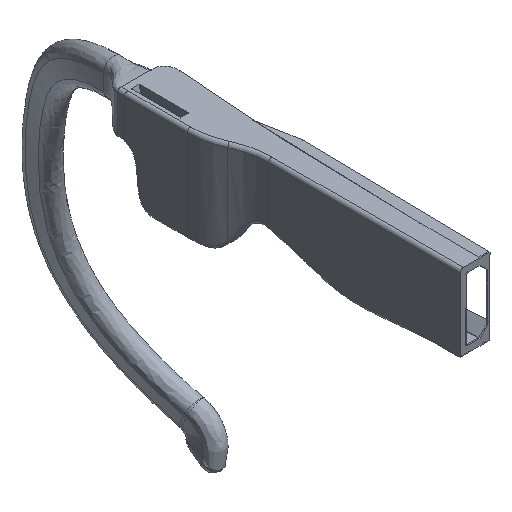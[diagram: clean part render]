
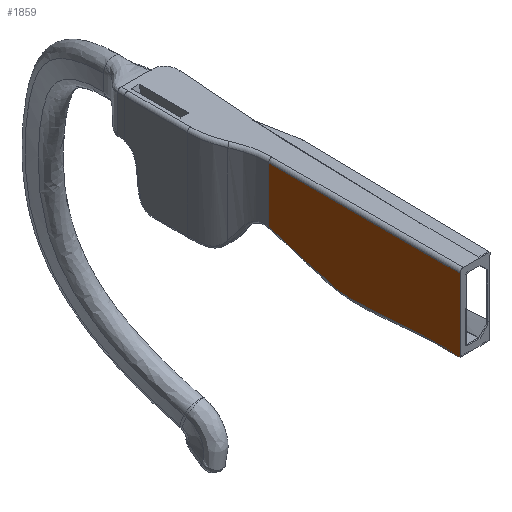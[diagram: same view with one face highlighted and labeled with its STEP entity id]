
A CAD part, isometric view. The second image highlights one B-rep face of the part: STEP entity #1859.
In plain terms, the highlighted planar face has unit normal (-1, 0, 0).
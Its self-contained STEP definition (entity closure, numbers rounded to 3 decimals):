
#34=PLANE('',#1985);
#164=FACE_OUTER_BOUND('',#285,.T.);
#285=EDGE_LOOP('',(#1419,#1420,#1421,#1422,#1423,#1424));
#423=LINE('',#10213,#486);
#424=LINE('',#10216,#487);
#425=LINE('',#10235,#488);
#426=LINE('',#10236,#489);
#486=VECTOR('',#2100,10.);
#487=VECTOR('',#2103,10.);
#488=VECTOR('',#2104,10.);
#489=VECTOR('',#2105,10.);
#629=B_SPLINE_CURVE_WITH_KNOTS('',3,(#10218,#10219,#10220,#10221),
 .UNSPECIFIED.,.F.,.F.,(4,4),(-0.011,0.),.UNSPECIFIED.);
#630=B_SPLINE_CURVE_WITH_KNOTS('',3,(#10223,#10224,#10225,#10226,#10227,
#10228,#10229,#10230,#10231,#10232,#10233),.UNSPECIFIED.,.F.,.F.,(4,2,2,
1,2,4),(0.654,1.203,1.776,2.063,
2.447,2.866),.UNSPECIFIED.);
#838=VERTEX_POINT('',#10207);
#839=VERTEX_POINT('',#10211);
#840=VERTEX_POINT('',#10215);
#841=VERTEX_POINT('',#10217);
#842=VERTEX_POINT('',#10222);
#843=VERTEX_POINT('',#10234);
#1052=EDGE_CURVE('',#838,#839,#423,.T.);
#1053=EDGE_CURVE('',#840,#838,#424,.T.);
#1054=EDGE_CURVE('',#841,#840,#629,.T.);
#1055=EDGE_CURVE('',#842,#841,#630,.T.);
#1056=EDGE_CURVE('',#842,#843,#425,.T.);
#1057=EDGE_CURVE('',#839,#843,#426,.T.);
#1419=ORIENTED_EDGE('',*,*,#1052,.F.);
#1420=ORIENTED_EDGE('',*,*,#1053,.F.);
#1421=ORIENTED_EDGE('',*,*,#1054,.F.);
#1422=ORIENTED_EDGE('',*,*,#1055,.F.);
#1423=ORIENTED_EDGE('',*,*,#1056,.T.);
#1424=ORIENTED_EDGE('',*,*,#1057,.F.);
#1859=ADVANCED_FACE('',(#164),#34,.F.);
#1985=AXIS2_PLACEMENT_3D('',#10214,#2101,#2102);
#2100=DIRECTION('',(0.,-1.,0.));
#2101=DIRECTION('center_axis',(1.,0.,0.));
#2102=DIRECTION('ref_axis',(0.,1.,0.));
#2103=DIRECTION('',(0.,0.,1.));
#2104=DIRECTION('',(0.,-1.,0.));
#2105=DIRECTION('',(0.,0.,-1.));
#10207=CARTESIAN_POINT('',(-1.,64.55,0.8));
#10211=CARTESIAN_POINT('',(-1.,35.8,0.8));
#10213=CARTESIAN_POINT('',(-1.,53.75,0.8));
#10214=CARTESIAN_POINT('Origin',(-1.,71.5,-14.322));
#10215=CARTESIAN_POINT('',(-1.,64.55,-7.538));
#10216=CARTESIAN_POINT('',(-1.,64.55,1.3));
#10217=CARTESIAN_POINT('',(-1.,64.444,-7.566));
#10218=CARTESIAN_POINT('Ctrl Pts',(-1.,64.444,-7.566));
#10219=CARTESIAN_POINT('Ctrl Pts',(-1.,64.479,-7.557));
#10220=CARTESIAN_POINT('Ctrl Pts',(-1.,64.514,-7.547));
#10221=CARTESIAN_POINT('Ctrl Pts',(-1.,64.55,-7.538));
#10222=CARTESIAN_POINT('',(-1.,42.547,-10.158));
#10223=CARTESIAN_POINT('Ctrl Pts',(-1.,42.547,
-10.162));
#10224=CARTESIAN_POINT('Ctrl Pts',(-1.,44.367,-10.316));
#10225=CARTESIAN_POINT('Ctrl Pts',(-1.,46.185,-10.497));
#10226=CARTESIAN_POINT('Ctrl Pts',(-1.,49.929,-10.812));
#10227=CARTESIAN_POINT('Ctrl Pts',(-1.,51.891,-10.905));
#10228=CARTESIAN_POINT('Ctrl Pts',(-1.,54.78,-10.465));
#10229=CARTESIAN_POINT('Ctrl Pts',(-1.,57.,-9.901));
#10230=CARTESIAN_POINT('Ctrl Pts',(-1.,59.164,-9.167));
#10231=CARTESIAN_POINT('Ctrl Pts',(-1.,61.749,-8.343));
#10232=CARTESIAN_POINT('Ctrl Pts',(-1.,63.098,-7.937));
#10233=CARTESIAN_POINT('Ctrl Pts',(-1.,64.444,-7.566));
#10234=CARTESIAN_POINT('',(-1.,35.8,-10.158));
#10235=CARTESIAN_POINT('',(-1.,36.,-10.158));
#10236=CARTESIAN_POINT('',(-1.,35.8,1.));
